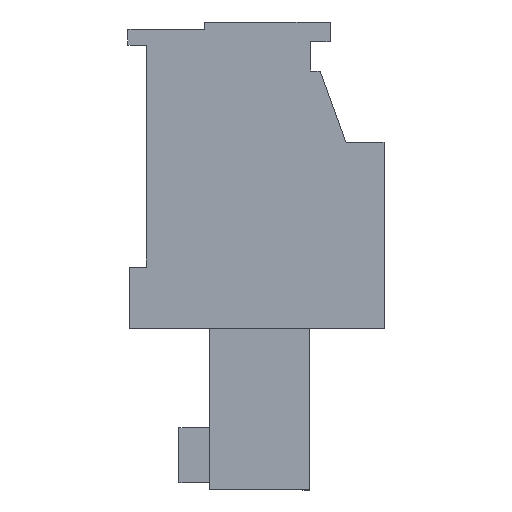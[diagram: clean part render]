
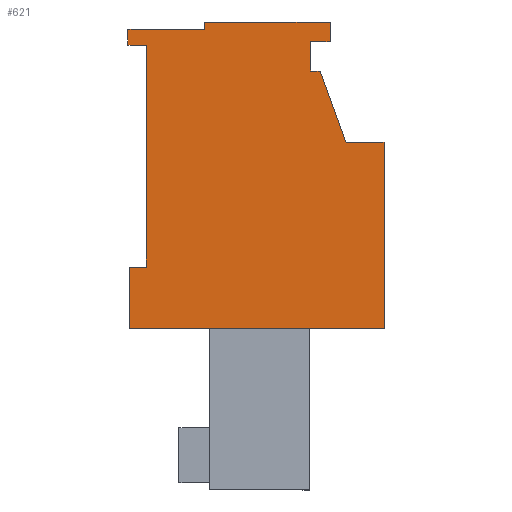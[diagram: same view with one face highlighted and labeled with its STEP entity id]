
A CAD part, left-side view. The second image highlights one B-rep face of the part: STEP entity #621.
In plain terms, the highlighted planar face has unit normal (-1, 0, 0).
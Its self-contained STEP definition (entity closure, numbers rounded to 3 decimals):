
#505=AXIS2_PLACEMENT_3D('Plane Axis2P3D',#502,#503,#504) ;
#42=CARTESIAN_POINT('Vertex',(0.,3.,18.3)) ;
#45=CARTESIAN_POINT('Line Origine',(0.,3.,17.7)) ;
#49=CARTESIAN_POINT('Vertex',(0.,3.,17.1)) ;
#76=CARTESIAN_POINT('Line Origine',(0.,2.6,18.3)) ;
#80=CARTESIAN_POINT('Vertex',(0.,2.2,18.3)) ;
#502=CARTESIAN_POINT('Axis2P3D Location',(0.,5.2,6.6)) ;
#507=CARTESIAN_POINT('Line Origine',(0.,0.,10.4)) ;
#511=CARTESIAN_POINT('Vertex',(0.,0.,14.2)) ;
#513=CARTESIAN_POINT('Vertex',(0.,0.,6.6)) ;
#516=CARTESIAN_POINT('Line Origine',(0.,0.775,14.2)) ;
#520=CARTESIAN_POINT('Vertex',(0.,1.55,14.2)) ;
#523=CARTESIAN_POINT('Line Origine',(0.,2.078,15.65)) ;
#527=CARTESIAN_POINT('Vertex',(0.,2.606,17.1)) ;
#530=CARTESIAN_POINT('Line Origine',(0.,2.803,17.1)) ;
#535=CARTESIAN_POINT('Line Origine',(0.,2.2,18.7)) ;
#539=CARTESIAN_POINT('Vertex',(0.,2.2,19.1)) ;
#542=CARTESIAN_POINT('Line Origine',(0.,4.76,19.1)) ;
#546=CARTESIAN_POINT('Vertex',(0.,7.32,19.1)) ;
#549=CARTESIAN_POINT('Line Origine',(0.,7.32,18.95)) ;
#553=CARTESIAN_POINT('Vertex',(0.,7.32,18.8)) ;
#556=CARTESIAN_POINT('Line Origine',(0.,8.885,18.8)) ;
#560=CARTESIAN_POINT('Vertex',(0.,10.45,18.8)) ;
#563=CARTESIAN_POINT('Line Origine',(0.,10.45,18.475)) ;
#567=CARTESIAN_POINT('Vertex',(0.,10.45,18.15)) ;
#570=CARTESIAN_POINT('Line Origine',(0.,10.075,18.15)) ;
#574=CARTESIAN_POINT('Vertex',(0.,9.7,18.15)) ;
#577=CARTESIAN_POINT('Line Origine',(0.,9.7,13.625)) ;
#581=CARTESIAN_POINT('Vertex',(0.,9.7,9.1)) ;
#584=CARTESIAN_POINT('Line Origine',(0.,10.05,9.1)) ;
#588=CARTESIAN_POINT('Vertex',(0.,10.4,9.1)) ;
#591=CARTESIAN_POINT('Line Origine',(0.,10.4,7.85)) ;
#595=CARTESIAN_POINT('Vertex',(0.,10.4,6.6)) ;
#598=CARTESIAN_POINT('Line Origine',(0.,5.2,6.6)) ;
#46=DIRECTION('Vector Direction',(0.,0.,1.)) ;
#77=DIRECTION('Vector Direction',(0.,1.,0.)) ;
#503=DIRECTION('Axis2P3D Direction',(-1.,0.,0.)) ;
#504=DIRECTION('Axis2P3D XDirection',(0.,-1.,0.)) ;
#508=DIRECTION('Vector Direction',(0.,0.,-1.)) ;
#517=DIRECTION('Vector Direction',(0.,1.,0.)) ;
#524=DIRECTION('Vector Direction',(0.,0.342,0.94)) ;
#531=DIRECTION('Vector Direction',(0.,1.,0.)) ;
#536=DIRECTION('Vector Direction',(0.,0.,1.)) ;
#543=DIRECTION('Vector Direction',(0.,1.,0.)) ;
#550=DIRECTION('Vector Direction',(0.,0.,1.)) ;
#557=DIRECTION('Vector Direction',(0.,1.,0.)) ;
#564=DIRECTION('Vector Direction',(0.,0.,-1.)) ;
#571=DIRECTION('Vector Direction',(0.,-1.,0.)) ;
#578=DIRECTION('Vector Direction',(0.,0.,-1.)) ;
#585=DIRECTION('Vector Direction',(0.,-1.,0.)) ;
#592=DIRECTION('Vector Direction',(0.,0.,1.)) ;
#599=DIRECTION('Vector Direction',(0.,1.,0.)) ;
#47=VECTOR('Line Direction',#46,1.) ;
#78=VECTOR('Line Direction',#77,1.) ;
#509=VECTOR('Line Direction',#508,1.) ;
#518=VECTOR('Line Direction',#517,1.) ;
#525=VECTOR('Line Direction',#524,1.) ;
#532=VECTOR('Line Direction',#531,1.) ;
#537=VECTOR('Line Direction',#536,1.) ;
#544=VECTOR('Line Direction',#543,1.) ;
#551=VECTOR('Line Direction',#550,1.) ;
#558=VECTOR('Line Direction',#557,1.) ;
#565=VECTOR('Line Direction',#564,1.) ;
#572=VECTOR('Line Direction',#571,1.) ;
#579=VECTOR('Line Direction',#578,1.) ;
#586=VECTOR('Line Direction',#585,1.) ;
#593=VECTOR('Line Direction',#592,1.) ;
#600=VECTOR('Line Direction',#599,1.) ;
#604=ORIENTED_EDGE('',*,*,#515,.F.) ;
#605=ORIENTED_EDGE('',*,*,#522,.T.) ;
#606=ORIENTED_EDGE('',*,*,#529,.T.) ;
#607=ORIENTED_EDGE('',*,*,#534,.T.) ;
#608=ORIENTED_EDGE('',*,*,#51,.T.) ;
#609=ORIENTED_EDGE('',*,*,#82,.F.) ;
#610=ORIENTED_EDGE('',*,*,#541,.T.) ;
#611=ORIENTED_EDGE('',*,*,#548,.T.) ;
#612=ORIENTED_EDGE('',*,*,#555,.F.) ;
#613=ORIENTED_EDGE('',*,*,#562,.T.) ;
#614=ORIENTED_EDGE('',*,*,#569,.T.) ;
#615=ORIENTED_EDGE('',*,*,#576,.T.) ;
#616=ORIENTED_EDGE('',*,*,#583,.T.) ;
#617=ORIENTED_EDGE('',*,*,#590,.F.) ;
#618=ORIENTED_EDGE('',*,*,#597,.F.) ;
#619=ORIENTED_EDGE('',*,*,#602,.F.) ;
#621=ADVANCED_FACE('HOUSING',(#620),#506,.T.) ;
#51=EDGE_CURVE('',#50,#43,#48,.T.) ;
#82=EDGE_CURVE('',#81,#43,#79,.T.) ;
#515=EDGE_CURVE('',#512,#514,#510,.T.) ;
#522=EDGE_CURVE('',#512,#521,#519,.T.) ;
#529=EDGE_CURVE('',#521,#528,#526,.T.) ;
#534=EDGE_CURVE('',#528,#50,#533,.T.) ;
#541=EDGE_CURVE('',#81,#540,#538,.T.) ;
#548=EDGE_CURVE('',#540,#547,#545,.T.) ;
#555=EDGE_CURVE('',#554,#547,#552,.T.) ;
#562=EDGE_CURVE('',#554,#561,#559,.T.) ;
#569=EDGE_CURVE('',#561,#568,#566,.T.) ;
#576=EDGE_CURVE('',#568,#575,#573,.T.) ;
#583=EDGE_CURVE('',#575,#582,#580,.T.) ;
#590=EDGE_CURVE('',#589,#582,#587,.T.) ;
#597=EDGE_CURVE('',#596,#589,#594,.T.) ;
#602=EDGE_CURVE('',#514,#596,#601,.T.) ;
#603=EDGE_LOOP('',(#604,#605,#606,#607,#608,#609,#610,#611,#612,#613,#614,#615,#616,#617,#618,#619)) ;
#620=FACE_OUTER_BOUND('',#603,.T.) ;
#48=LINE('Line',#45,#47) ;
#79=LINE('Line',#76,#78) ;
#510=LINE('Line',#507,#509) ;
#519=LINE('Line',#516,#518) ;
#526=LINE('Line',#523,#525) ;
#533=LINE('Line',#530,#532) ;
#538=LINE('Line',#535,#537) ;
#545=LINE('Line',#542,#544) ;
#552=LINE('Line',#549,#551) ;
#559=LINE('Line',#556,#558) ;
#566=LINE('Line',#563,#565) ;
#573=LINE('Line',#570,#572) ;
#580=LINE('Line',#577,#579) ;
#587=LINE('Line',#584,#586) ;
#594=LINE('Line',#591,#593) ;
#601=LINE('Line',#598,#600) ;
#506=PLANE('',#505) ;
#43=VERTEX_POINT('',#42) ;
#50=VERTEX_POINT('',#49) ;
#81=VERTEX_POINT('',#80) ;
#512=VERTEX_POINT('',#511) ;
#514=VERTEX_POINT('',#513) ;
#521=VERTEX_POINT('',#520) ;
#528=VERTEX_POINT('',#527) ;
#540=VERTEX_POINT('',#539) ;
#547=VERTEX_POINT('',#546) ;
#554=VERTEX_POINT('',#553) ;
#561=VERTEX_POINT('',#560) ;
#568=VERTEX_POINT('',#567) ;
#575=VERTEX_POINT('',#574) ;
#582=VERTEX_POINT('',#581) ;
#589=VERTEX_POINT('',#588) ;
#596=VERTEX_POINT('',#595) ;
